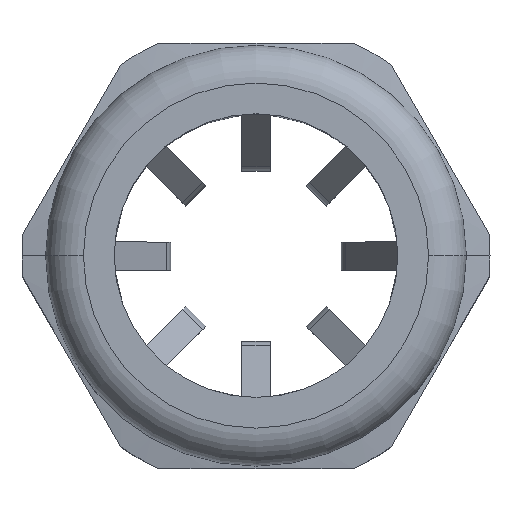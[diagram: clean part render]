
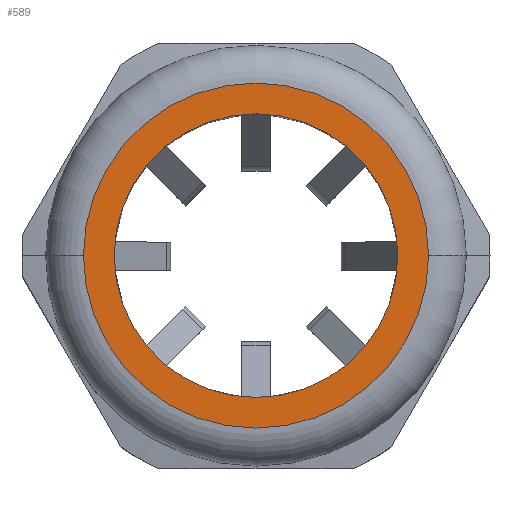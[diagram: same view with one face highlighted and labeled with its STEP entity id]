
A CAD part, top view. The second image highlights one B-rep face of the part: STEP entity #589.
In plain terms, the highlighted planar face has unit normal (0, 0, 1).
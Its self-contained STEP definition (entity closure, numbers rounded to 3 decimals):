
#116 = AXIS2_PLACEMENT_3D ( 'NONE', #3016, #3017, #3018 ) ;
#216 = AXIS2_PLACEMENT_3D ( 'NONE', #2949, #2950, #2951 ) ;
#234 = EDGE_CURVE ( 'NONE', #3329, #2445, #251, .T. ) ;
#251 = CIRCLE ( 'NONE', #216, 15. ) ;
#255 = EDGE_CURVE ( 'NONE', #2581, #2431, #376, .T. ) ;
#301 = CIRCLE ( 'NONE', #1778, 15. ) ;
#302 = CIRCLE ( 'NONE', #1498, 18.25 ) ;
#376 = CIRCLE ( 'NONE', #116, 18.25 ) ;
#589 = ADVANCED_FACE ( 'NONE', ( #1761, #1756 ), #2839, .T. ) ;
#730 = EDGE_CURVE ( 'NONE', #2431, #2581, #302, .T. ) ;
#733 = EDGE_CURVE ( 'NONE', #2445, #3329, #301, .T. ) ;
#1133 = EDGE_LOOP ( 'NONE', ( #1461, #1412 ) ) ;
#1154 = EDGE_LOOP ( 'NONE', ( #1411, #1448 ) ) ;
#1411 = ORIENTED_EDGE ( 'NONE', *, *, #733, .F. ) ;
#1412 = ORIENTED_EDGE ( 'NONE', *, *, #255, .T. ) ;
#1448 = ORIENTED_EDGE ( 'NONE', *, *, #234, .F. ) ;
#1461 = ORIENTED_EDGE ( 'NONE', *, *, #730, .T. ) ;
#1498 = AXIS2_PLACEMENT_3D ( 'NONE', #2205, #2206, #2207 ) ;
#1754 = AXIS2_PLACEMENT_3D ( 'NONE', #2840, #2841, #2842 ) ;
#1756 = FACE_OUTER_BOUND ( 'NONE', #1133, .T. ) ;
#1761 = FACE_BOUND ( 'NONE', #1154, .T. ) ;
#1778 = AXIS2_PLACEMENT_3D ( 'NONE', #2208, #2215, #2216 ) ;
#2205 = CARTESIAN_POINT ( 'NONE',  ( 0., 0., 43.5 ) ) ;
#2206 = DIRECTION ( 'NONE',  ( 0., 0., 1. ) ) ;
#2207 = DIRECTION ( 'NONE',  ( 1., 0., 0. ) ) ;
#2208 = CARTESIAN_POINT ( 'NONE',  ( 0., 0., 43.5 ) ) ;
#2215 = DIRECTION ( 'NONE',  ( 0., 0., 1. ) ) ;
#2216 = DIRECTION ( 'NONE',  ( 1., 0., 0. ) ) ;
#2227 = CARTESIAN_POINT ( 'NONE',  ( 18.25, 0., 43.5 ) ) ;
#2240 = CARTESIAN_POINT ( 'NONE',  ( 15., 0., 43.5 ) ) ;
#2334 = CARTESIAN_POINT ( 'NONE',  ( -18.25, 0., 43.5 ) ) ;
#2391 = CARTESIAN_POINT ( 'NONE',  ( -15., 0., 43.5 ) ) ;
#2431 = VERTEX_POINT ( 'NONE', #2227 ) ;
#2445 = VERTEX_POINT ( 'NONE', #2240 ) ;
#2581 = VERTEX_POINT ( 'NONE', #2334 ) ;
#2839 = PLANE ( 'NONE',  #1754 ) ;
#2840 = CARTESIAN_POINT ( 'NONE',  ( 0., 0., 43.5 ) ) ;
#2841 = DIRECTION ( 'NONE',  ( 0., 0., 1. ) ) ;
#2842 = DIRECTION ( 'NONE',  ( 1., 0., 0. ) ) ;
#2949 = CARTESIAN_POINT ( 'NONE',  ( 0., 0., 43.5 ) ) ;
#2950 = DIRECTION ( 'NONE',  ( 0., 0., 1. ) ) ;
#2951 = DIRECTION ( 'NONE',  ( 1., 0., 0. ) ) ;
#3016 = CARTESIAN_POINT ( 'NONE',  ( 0., 0., 43.5 ) ) ;
#3017 = DIRECTION ( 'NONE',  ( 0., 0., 1. ) ) ;
#3018 = DIRECTION ( 'NONE',  ( 1., 0., 0. ) ) ;
#3329 = VERTEX_POINT ( 'NONE', #2391 ) ;
